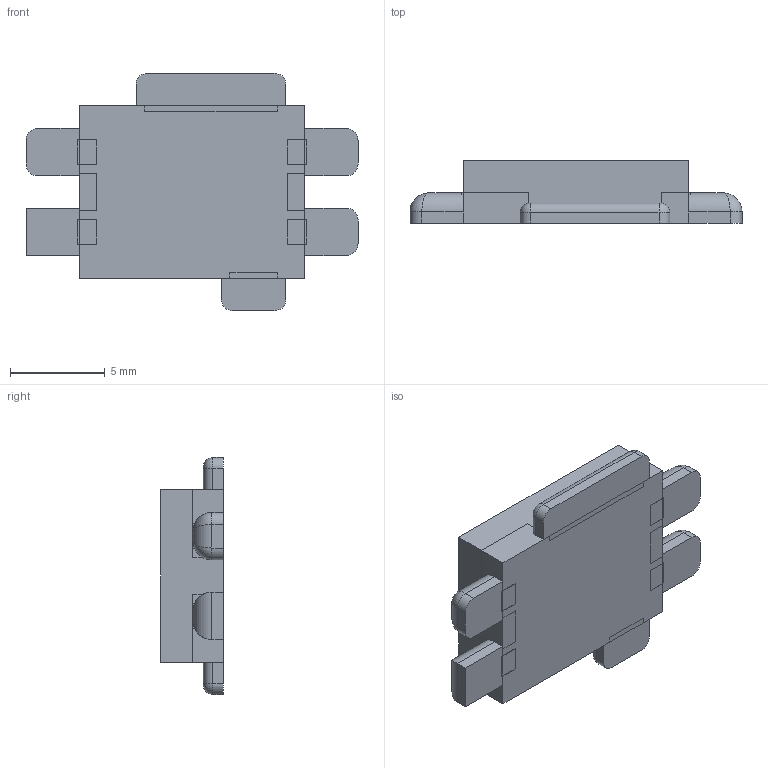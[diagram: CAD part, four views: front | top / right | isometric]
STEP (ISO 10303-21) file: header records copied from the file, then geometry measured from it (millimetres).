
FILE_DESCRIPTION(('STEP AP242'), '1');
FILE_NAME('BNX022-01L', '', ('UNSPECIFIED'), ('UNSPECIFIED'), 'C3D Converter', 'C3D Toolkit', '');
FILE_SCHEMA(('AP242_MANAGED_MODEL_BASED_3D_ENGINEERING_MIM_LF { 1 0 10303 442 1 1 4 }'));
Length unit declared in the file: millimetre
Products named in the file (1): 1
Bounding box: 17.5 x 3.3 x 12.5 mm (x, y, z)
Volume: 413 mm3; surface area: 842 mm2
Topology: 14 solids, 14 shells, 1711 faces, 4973 edges, 3302 vertices
Faces by surface type: plane 1578, extrusion 94, cylinder 29, bspline 6, torus 4
Full cylindrical faces by diameter (mm): 1.2 x1
Entity records: 71203 total; most frequent: CARTESIAN_POINT 12608, ORIENTED_EDGE 9932, DIRECTION 8128, EDGE_CURVE 4966, VECTOR 4812, LINE 4718, VERTEX_POINT 3302, EDGE_LOOP 1730
